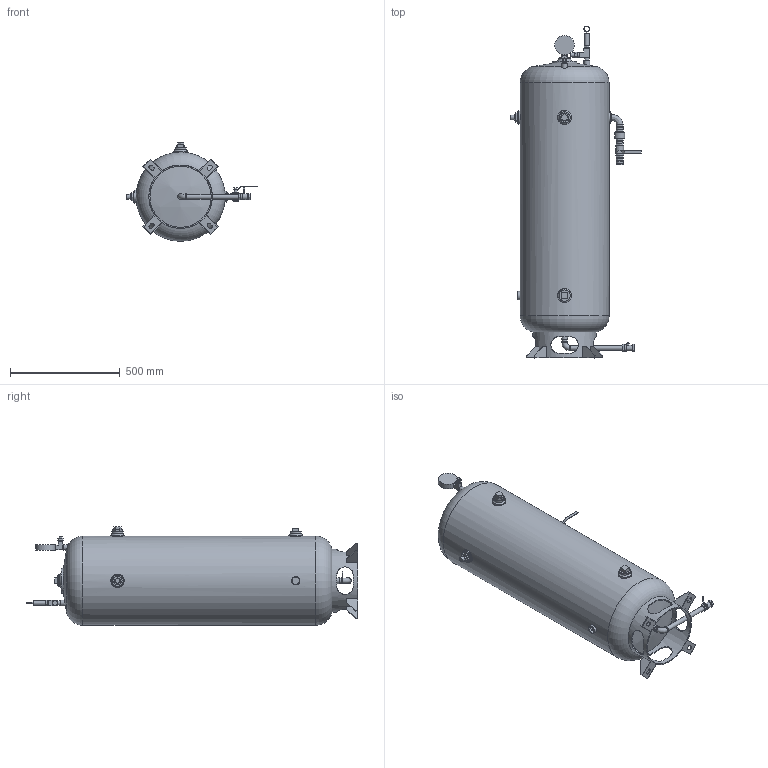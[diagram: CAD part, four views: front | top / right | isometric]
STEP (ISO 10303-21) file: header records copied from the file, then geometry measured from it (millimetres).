
FILE_DESCRIPTION(/* description */ (''),/* implementation_level */ '2;1');
FILE_NAME(/* name */ 'VORTEX_30 GALLON WATER TANK_SERIES 950.stp',/* time_stamp */ '2019-04-18T09:55:06+05:00',/* author */ ('vjadhav'),/* organization */ (''),/* preprocessor_version */ 'ST-DEVELOPER v16.1',/* originating_system */ 'Autodesk Inventor 2016',/* authorisation */ '');
FILE_SCHEMA (('AUTOMOTIVE_DESIGN { 1 0 10303 214 3 1 1 }'));
Length unit declared in the file: inch
Products named in the file (1): Victaulic-FP-Vortex 30 Gallon Series 950 Fire Suppression System Tank
Bounding box: 596.9 x 1514.47 x 449.58 mm (x, y, z)
Volume: 157010679.6 mm3; surface area: 2080231.2 mm2
Topology: 1 solids, 1 shells, 389 faces, 960 edges, 626 vertices
Faces by surface type: plane 304, cylinder 72, torus 8, cone 2, sphere 2, bspline 1
Full cylindrical faces by diameter (mm): 5.08 x1, 11.43 x1, 13.716 x3, 15.24 x1, 19.05 x1, 21.336 x9, 25.4 x1, 26.67 x9, 27.94 x2, 30.48 x1, 31.75 x2, 33.02 x1, 33.401 x1, 35.56 x1, 38.1 x3, 43.18 x1, 45.72 x1, 50.8 x4, 55.88 x1, 60.96 x1, 63.5 x2, 88.9 x1, 112.336 x1, 279.282 x1, 289.442 x1, 406.4 x1
Entity records: 12366 total; most frequent: CARTESIAN_POINT 3265, DIRECTION 1751, ORIENTED_EDGE 1718, EDGE_CURVE 858, LINE 625, VECTOR 625, VERTEX_POINT 593, AXIS2_PLACEMENT_3D 563
